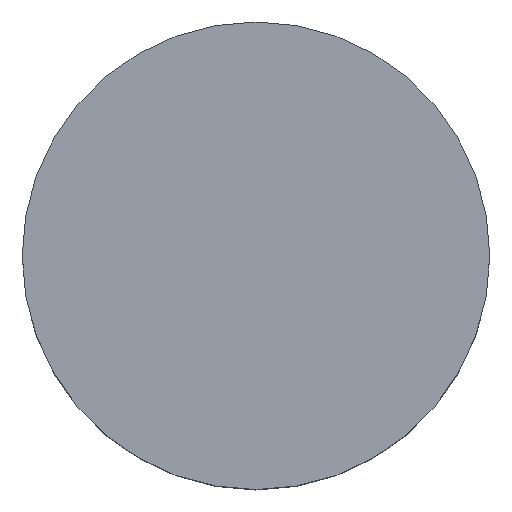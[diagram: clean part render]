
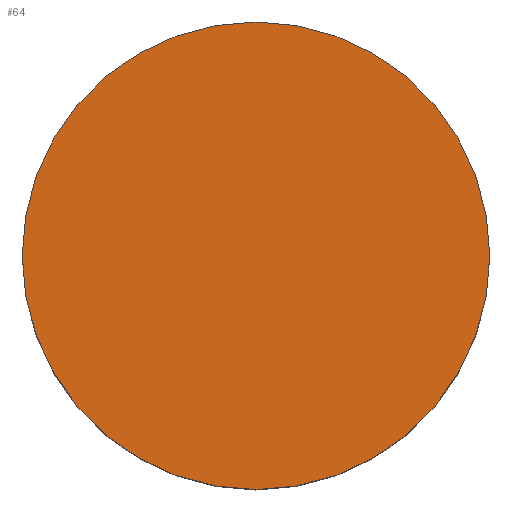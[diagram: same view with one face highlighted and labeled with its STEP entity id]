
A CAD part, top view. The second image highlights one B-rep face of the part: STEP entity #64.
In plain terms, the highlighted planar face has unit normal (0, 0, 1).
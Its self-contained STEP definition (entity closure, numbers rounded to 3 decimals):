
#2 = EDGE_CURVE ( 'NONE', #63, #101, #345, .T. ) ;
#9 = ORIENTED_EDGE ( 'NONE', *, *, #2, .T. ) ;
#28 = DIRECTION ( 'NONE',  ( 0., 0., 1. ) ) ;
#46 = AXIS2_PLACEMENT_3D ( 'NONE', #311, #169, #316 ) ;
#63 = VERTEX_POINT ( 'NONE', #203 ) ;
#64 = ADVANCED_FACE ( 'NONE', ( #299 ), #321, .T. ) ;
#66 = CIRCLE ( 'NONE', #90, 3. ) ;
#72 = AXIS2_PLACEMENT_3D ( 'NONE', #298, #28, #130 ) ;
#78 = EDGE_CURVE ( 'NONE', #101, #63, #66, .T. ) ;
#90 = AXIS2_PLACEMENT_3D ( 'NONE', #100, #247, #98 ) ;
#98 = DIRECTION ( 'NONE',  ( 1., 0., 0. ) ) ;
#100 = CARTESIAN_POINT ( 'NONE',  ( 0., 0., 0. ) ) ;
#101 = VERTEX_POINT ( 'NONE', #334 ) ;
#119 = ORIENTED_EDGE ( 'NONE', *, *, #78, .T. ) ;
#130 = DIRECTION ( 'NONE',  ( 1., 0., 0. ) ) ;
#169 = DIRECTION ( 'NONE',  ( 0., 0., 1. ) ) ;
#203 = CARTESIAN_POINT ( 'NONE',  ( -3., 0., 0. ) ) ;
#247 = DIRECTION ( 'NONE',  ( 0., 0., 1. ) ) ;
#298 = CARTESIAN_POINT ( 'NONE',  ( 0., 0., 0. ) ) ;
#299 = FACE_OUTER_BOUND ( 'NONE', #329, .T. ) ;
#311 = CARTESIAN_POINT ( 'NONE',  ( 0., 0., 0. ) ) ;
#316 = DIRECTION ( 'NONE',  ( 1., 0., 0. ) ) ;
#321 = PLANE ( 'NONE',  #72 ) ;
#329 = EDGE_LOOP ( 'NONE', ( #119, #9 ) ) ;
#334 = CARTESIAN_POINT ( 'NONE',  ( 3., 0., 0. ) ) ;
#345 = CIRCLE ( 'NONE', #46, 3. ) ;
